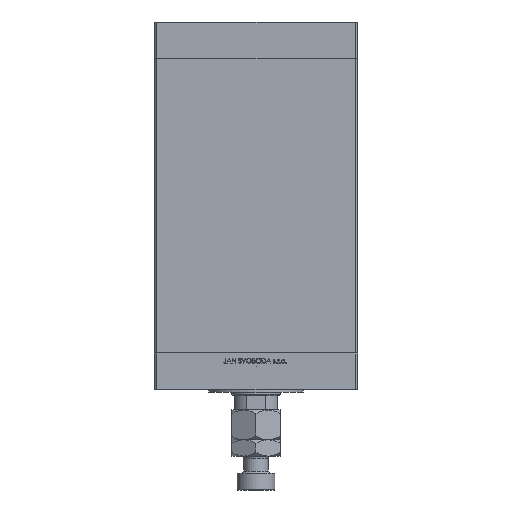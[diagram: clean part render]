
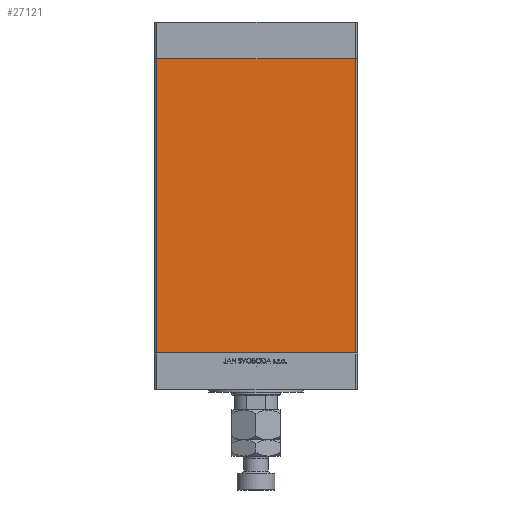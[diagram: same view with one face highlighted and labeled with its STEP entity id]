
A CAD part, front view. The second image highlights one B-rep face of the part: STEP entity #27121.
In plain terms, the highlighted planar face has unit normal (0, -1, 0).
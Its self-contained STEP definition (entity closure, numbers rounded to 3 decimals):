
#1075 = VERTEX_POINT ( 'NONE', #16226 ) ;
#1330 = DIRECTION ( 'NONE',  ( 0., 0., -1. ) ) ;
#3117 = EDGE_CURVE ( 'NONE', #11097, #1075, #14442, .T. ) ;
#8047 = CARTESIAN_POINT ( 'NONE',  ( 73., -62.5, 0. ) ) ;
#9375 = ORIENTED_EDGE ( 'NONE', *, *, #21020, .T. ) ;
#10719 = FACE_OUTER_BOUND ( 'NONE', #23714, .T. ) ;
#10794 = VECTOR ( 'NONE', #45688, 1000. ) ;
#11097 = VERTEX_POINT ( 'NONE', #37965 ) ;
#13163 = DIRECTION ( 'NONE',  ( 0., 0., -1. ) ) ;
#14442 = LINE ( 'NONE', #30059, #10794 ) ;
#14623 = CARTESIAN_POINT ( 'NONE',  ( 73., -62.5, 217. ) ) ;
#16226 = CARTESIAN_POINT ( 'NONE',  ( 73., -62.5, 217. ) ) ;
#16504 = VECTOR ( 'NONE', #13163, 1000. ) ;
#17442 = VERTEX_POINT ( 'NONE', #27075 ) ;
#17994 = EDGE_CURVE ( 'NONE', #1075, #26662, #48261, .T. ) ;
#21020 = EDGE_CURVE ( 'NONE', #17442, #26662, #43136, .T. ) ;
#22502 = DIRECTION ( 'NONE',  ( 0., 1., 0. ) ) ;
#23714 = EDGE_LOOP ( 'NONE', ( #9375, #31945, #47724, #47131 ) ) ;
#26342 = CARTESIAN_POINT ( 'NONE',  ( -73., -62.5, 217. ) ) ;
#26662 = VERTEX_POINT ( 'NONE', #8047 ) ;
#26829 = PLANE ( 'NONE',  #42112 ) ;
#27075 = CARTESIAN_POINT ( 'NONE',  ( -73., -62.5, 0. ) ) ;
#27121 = ADVANCED_FACE ( 'NONE', ( #10719 ), #26829, .F. ) ;
#27508 = CARTESIAN_POINT ( 'NONE',  ( -73., -62.5, 0. ) ) ;
#30059 = CARTESIAN_POINT ( 'NONE',  ( -73., -62.5, 217. ) ) ;
#31945 = ORIENTED_EDGE ( 'NONE', *, *, #17994, .F. ) ;
#32045 = EDGE_CURVE ( 'NONE', #11097, #17442, #43596, .T. ) ;
#34205 = DIRECTION ( 'NONE',  ( 1., 0., 0. ) ) ;
#37965 = CARTESIAN_POINT ( 'NONE',  ( -73., -62.5, 217. ) ) ;
#41855 = VECTOR ( 'NONE', #34205, 1000. ) ;
#42112 = AXIS2_PLACEMENT_3D ( 'NONE', #26342, #22502, #42221 ) ;
#42221 = DIRECTION ( 'NONE',  ( 0., 0., 1. ) ) ;
#43136 = LINE ( 'NONE', #27508, #41855 ) ;
#43596 = LINE ( 'NONE', #44346, #49614 ) ;
#44346 = CARTESIAN_POINT ( 'NONE',  ( -73., -62.5, 217. ) ) ;
#45688 = DIRECTION ( 'NONE',  ( 1., 0., 0. ) ) ;
#47131 = ORIENTED_EDGE ( 'NONE', *, *, #32045, .T. ) ;
#47724 = ORIENTED_EDGE ( 'NONE', *, *, #3117, .F. ) ;
#48261 = LINE ( 'NONE', #14623, #16504 ) ;
#49614 = VECTOR ( 'NONE', #1330, 1000. ) ;
